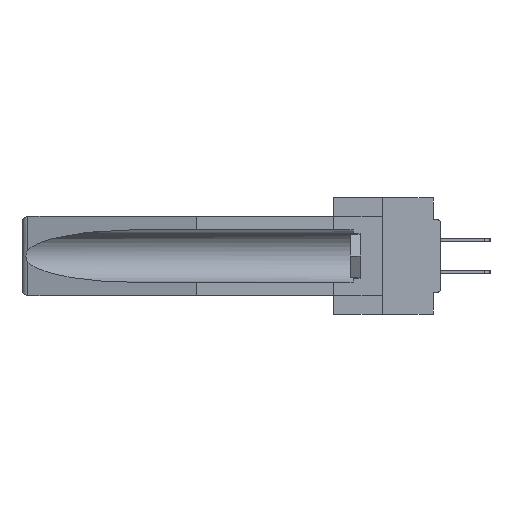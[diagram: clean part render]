
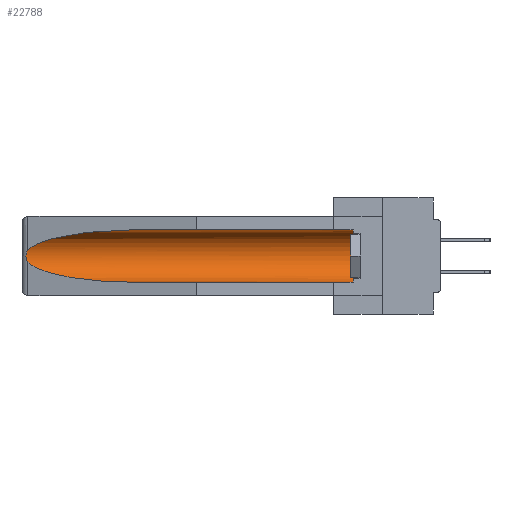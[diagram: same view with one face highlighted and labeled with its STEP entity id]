
A CAD part, left-side view. The second image highlights one B-rep face of the part: STEP entity #22788.
In plain terms, the highlighted cylindrical face has radius 2.857 mm (diameter 5.715 mm), a partial arc.
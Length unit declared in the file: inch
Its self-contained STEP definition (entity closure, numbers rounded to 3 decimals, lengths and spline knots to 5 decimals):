
#585 = DIRECTION ( 'NONE',  ( 0., 0., 1. ) ) ;
#970 = CARTESIAN_POINT ( 'NONE',  ( 0.26537, 1.52718, -0.19328 ) ) ;
#5668 = CYLINDRICAL_SURFACE ( 'NONE', #20948, 0.1125 ) ;
#5963 = CARTESIAN_POINT ( 'NONE',  ( 0.26537, 1.52718, -0.14972 ) ) ;
#6584 = CARTESIAN_POINT ( 'NONE',  ( 0.155, 1.07973, -0.059 ) ) ;
#6593 = CARTESIAN_POINT ( 'NONE',  ( 0.26537, 1.52718, -0.14972 ) ) ;
#6861 = CARTESIAN_POINT ( 'NONE',  ( 0.2675, 1.53308, -0.16763 ) ) ;
#7130 = VERTEX_POINT ( 'NONE', #32813 ) ;
#7545 = CARTESIAN_POINT ( 'NONE',  ( 0.26537, 1.52718, -0.19328 ) ) ;
#9691 =( BOUNDED_CURVE ( )  B_SPLINE_CURVE ( 3, ( #24652, #37323, #20958, #24253 ),
 .UNSPECIFIED., .F., .T. ) 
 B_SPLINE_CURVE_WITH_KNOTS ( ( 4, 4 ),
 ( 0.1948, 1.5708 ),
 .UNSPECIFIED. ) 
 CURVE ( )  GEOMETRIC_REPRESENTATION_ITEM ( )  RATIONAL_B_SPLINE_CURVE ( ( 1., 0.848, 0.848, 1. ) ) 
 REPRESENTATION_ITEM ( '' )  );
#9983 = CARTESIAN_POINT ( 'NONE',  ( 0.2673, 1.5327, -0.16383 ) ) ;
#11529 = AXIS2_PLACEMENT_3D ( 'NONE', #25889, #35722, #35446 ) ;
#14289 = ORIENTED_EDGE ( 'NONE', *, *, #24422, .T. ) ;
#14511 = DIRECTION ( 'NONE',  ( 0., 1., 0. ) ) ;
#14680 =( BOUNDED_CURVE ( )  B_SPLINE_CURVE ( 3, ( #35639, #38929, #22718, #5963 ),
 .UNSPECIFIED., .F., .F. ) 
 B_SPLINE_CURVE_WITH_KNOTS ( ( 4, 4 ),
 ( 4.71239, 6.08839 ),
 .UNSPECIFIED. ) 
 CURVE ( )  GEOMETRIC_REPRESENTATION_ITEM ( )  RATIONAL_B_SPLINE_CURVE ( ( 1., 0.848, 0.848, 1. ) ) 
 REPRESENTATION_ITEM ( '' )  );
#14926 = CARTESIAN_POINT ( 'NONE',  ( 0.155, -0.30754, -0.284 ) ) ;
#14982 = DIRECTION ( 'NONE',  ( 0., 1., 0. ) ) ;
#17494 = CARTESIAN_POINT ( 'NONE',  ( 0.155, 0.126, -0.284 ) ) ;
#17796 = B_SPLINE_CURVE_WITH_KNOTS ( 'NONE', 3,
 ( #6593, #22664, #29481, #9983, #6861, #29602, #32886, #35461, #38754, #970 ),
 .UNSPECIFIED., .F., .F.,
 ( 4, 2, 2, 2, 4 ),
 ( 0., 0.00029, 0.00058, 0.00087, 0.00117 ),
 .UNSPECIFIED. ) ;
#18899 = LINE ( 'NONE', #28182, #21970 ) ;
#19178 = VERTEX_POINT ( 'NONE', #17494 ) ;
#19506 = VERTEX_POINT ( 'NONE', #33315 ) ;
#20253 = CARTESIAN_POINT ( 'NONE',  ( 0.155, -0.30754, -0.1715 ) ) ;
#20948 = AXIS2_PLACEMENT_3D ( 'NONE', #20253, #39481, #585 ) ;
#20958 = CARTESIAN_POINT ( 'NONE',  ( 0.21114, 1.30732, -0.284 ) ) ;
#21970 = VECTOR ( 'NONE', #14982, 39.37008 ) ;
#22164 = EDGE_CURVE ( 'NONE', #34183, #28458, #14680, .T. ) ;
#22664 = CARTESIAN_POINT ( 'NONE',  ( 0.26597, 1.52961, -0.15275 ) ) ;
#22718 = CARTESIAN_POINT ( 'NONE',  ( 0.25451, 1.48313, -0.09465 ) ) ;
#22788 = ADVANCED_FACE ( 'NONE', ( #39224 ), #5668, .F. ) ;
#24253 = CARTESIAN_POINT ( 'NONE',  ( 0.155, 1.07973, -0.284 ) ) ;
#24422 = EDGE_CURVE ( 'NONE', #27735, #7130, #9691, .T. ) ;
#24652 = CARTESIAN_POINT ( 'NONE',  ( 0.26537, 1.52718, -0.19328 ) ) ;
#25461 = EDGE_CURVE ( 'NONE', #28458, #27735, #17796, .T. ) ;
#25889 = CARTESIAN_POINT ( 'NONE',  ( 0.155, 0.126, -0.1715 ) ) ;
#26133 = CIRCLE ( 'NONE', #11529, 0.1125 ) ;
#27735 = VERTEX_POINT ( 'NONE', #7545 ) ;
#28182 = CARTESIAN_POINT ( 'NONE',  ( 0.155, -0.30754, -0.059 ) ) ;
#28255 = EDGE_CURVE ( 'NONE', #19178, #19506, #26133, .T. ) ;
#28458 = VERTEX_POINT ( 'NONE', #30567 ) ;
#29285 = ORIENTED_EDGE ( 'NONE', *, *, #29778, .T. ) ;
#29481 = CARTESIAN_POINT ( 'NONE',  ( 0.26654, 1.53092, -0.15636 ) ) ;
#29602 = CARTESIAN_POINT ( 'NONE',  ( 0.2675, 1.53308, -0.17534 ) ) ;
#29778 = EDGE_CURVE ( 'NONE', #19506, #34183, #18899, .T. ) ;
#30567 = CARTESIAN_POINT ( 'NONE',  ( 0.26537, 1.52718, -0.14972 ) ) ;
#30956 = EDGE_CURVE ( 'NONE', #19178, #7130, #34097, .T. ) ;
#31419 = EDGE_LOOP ( 'NONE', ( #37372, #40687, #14289, #32041, #38389, #29285 ) ) ;
#32041 = ORIENTED_EDGE ( 'NONE', *, *, #30956, .F. ) ;
#32813 = CARTESIAN_POINT ( 'NONE',  ( 0.155, 1.07973, -0.284 ) ) ;
#32886 = CARTESIAN_POINT ( 'NONE',  ( 0.2673, 1.53269, -0.17917 ) ) ;
#33315 = CARTESIAN_POINT ( 'NONE',  ( 0.155, 0.126, -0.059 ) ) ;
#34097 = LINE ( 'NONE', #14926, #41195 ) ;
#34183 = VERTEX_POINT ( 'NONE', #6584 ) ;
#35446 = DIRECTION ( 'NONE',  ( 0., 0., 1. ) ) ;
#35461 = CARTESIAN_POINT ( 'NONE',  ( 0.26655, 1.53094, -0.18657 ) ) ;
#35639 = CARTESIAN_POINT ( 'NONE',  ( 0.155, 1.07973, -0.059 ) ) ;
#35722 = DIRECTION ( 'NONE',  ( 0., -1., 0. ) ) ;
#37323 = CARTESIAN_POINT ( 'NONE',  ( 0.25451, 1.48313, -0.24835 ) ) ;
#37372 = ORIENTED_EDGE ( 'NONE', *, *, #22164, .T. ) ;
#38389 = ORIENTED_EDGE ( 'NONE', *, *, #28255, .T. ) ;
#38754 = CARTESIAN_POINT ( 'NONE',  ( 0.26597, 1.5296, -0.19026 ) ) ;
#38929 = CARTESIAN_POINT ( 'NONE',  ( 0.21114, 1.30732, -0.059 ) ) ;
#39224 = FACE_OUTER_BOUND ( 'NONE', #31419, .T. ) ;
#39481 = DIRECTION ( 'NONE',  ( 0., 1., 0. ) ) ;
#40687 = ORIENTED_EDGE ( 'NONE', *, *, #25461, .T. ) ;
#41195 = VECTOR ( 'NONE', #14511, 39.37008 ) ;
